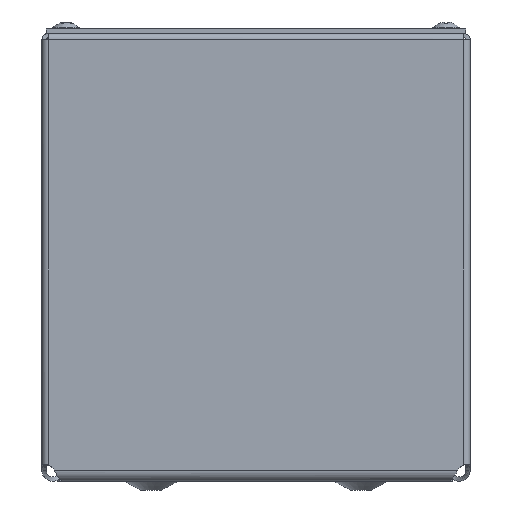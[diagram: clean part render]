
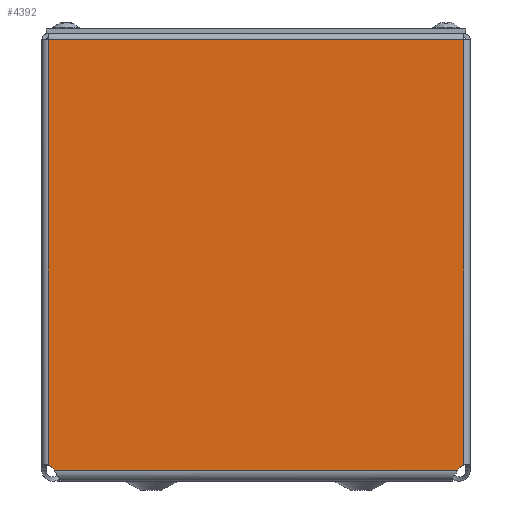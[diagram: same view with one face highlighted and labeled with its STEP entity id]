
A CAD part, front view. The second image highlights one B-rep face of the part: STEP entity #4392.
In plain terms, the highlighted face is planar.
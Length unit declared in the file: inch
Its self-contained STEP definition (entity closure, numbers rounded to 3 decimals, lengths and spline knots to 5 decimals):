
#256=LINE($,#6607,#591);
#259=LINE($,#6614,#594);
#347=LINE($,#7487,#682);
#372=LINE($,#7551,#707);
#373=LINE($,#7554,#708);
#374=LINE($,#7555,#709);
#591=VECTOR($,#5242,0.05293);
#594=VECTOR($,#5247,0.05293);
#682=VECTOR($,#5395,6.08178);
#707=VECTOR($,#5460,5.7707);
#708=VECTOR($,#5463,5.9385);
#709=VECTOR($,#5464,6.08178);
#905=PLANE($,#4733);
#1273=FACE_OUTER_BOUND($,#1604,.T.);
#1604=EDGE_LOOP($,(#3352,#3353,#3354,#3355,#3356,#3357,#3358,#3359));
#1831=CIRCLE($,#4693,0.11);
#1838=CIRCLE($,#4708,0.11);
#2006=VERTEX_POINT($,#6604);
#2007=VERTEX_POINT($,#6606);
#2008=VERTEX_POINT($,#6610);
#2010=VERTEX_POINT($,#6613);
#2013=VERTEX_POINT($,#6640);
#2090=VERTEX_POINT($,#7385);
#2109=VERTEX_POINT($,#7485);
#2125=VERTEX_POINT($,#7553);
#2398=EDGE_CURVE($,#2007,#2006,#256,.T.);
#2401=EDGE_CURVE($,#2010,#2008,#259,.T.);
#2505=EDGE_CURVE($,#2006,#2090,#1831,.T.);
#2527=EDGE_CURVE($,#2013,#2010,#1838,.T.);
#2538=EDGE_CURVE($,#2090,#2109,#347,.T.);
#2570=EDGE_CURVE($,#2008,#2007,#372,.T.);
#2571=EDGE_CURVE($,#2109,#2125,#373,.T.);
#2572=EDGE_CURVE($,#2125,#2013,#374,.T.);
#3352=ORIENTED_EDGE($,*,*,#2398,.T.);
#3353=ORIENTED_EDGE($,*,*,#2505,.T.);
#3354=ORIENTED_EDGE($,*,*,#2538,.T.);
#3355=ORIENTED_EDGE($,*,*,#2571,.T.);
#3356=ORIENTED_EDGE($,*,*,#2572,.T.);
#3357=ORIENTED_EDGE($,*,*,#2527,.T.);
#3358=ORIENTED_EDGE($,*,*,#2401,.T.);
#3359=ORIENTED_EDGE($,*,*,#2570,.T.);
#4392=ADVANCED_FACE($,(#1273),#905,.F.);
#4693=AXIS2_PLACEMENT_3D($,#7405,#5333,#5334);
#4708=AXIS2_PLACEMENT_3D($,#7445,#5378,#5379);
#4733=AXIS2_PLACEMENT_3D($,#7552,#5461,#5462);
#5242=DIRECTION($,(0.,-0.767,0.642));
#5247=DIRECTION($,(0.,0.767,0.642));
#5333=DIRECTION('center_axis',(-1.,0.,0.));
#5334=DIRECTION('ref_axis',(0.,-0.642,0.767));
#5378=DIRECTION('center_axis',(-1.,0.,0.));
#5379=DIRECTION('ref_axis',(0.,0.642,-0.767));
#5395=DIRECTION($,(0.,-1.,0.));
#5460=DIRECTION($,(0.,0.,1.));
#5461=DIRECTION('center_axis',(-1.,0.,0.));
#5462=DIRECTION('ref_axis',(0.,0.,
1.));
#5463=DIRECTION($,(0.,0.,-1.));
#5464=DIRECTION($,(0.,1.,0.));
#6604=CARTESIAN_POINT('',(5.0625,3.05315,-14.04025));
#6606=CARTESIAN_POINT('',(5.0625,3.09375,-14.07422));
#6607=CARTESIAN_POINT($,(5.0625,4.60116,-15.33571));
#6610=CARTESIAN_POINT('',(5.0625,3.09375,-19.84492));
#6613=CARTESIAN_POINT('',(5.0625,3.05315,-19.87889));
#6614=CARTESIAN_POINT($,(5.0625,1.66218,-21.04293));
#6640=CARTESIAN_POINT('',(5.0625,3.01928,-19.92882));
#7385=CARTESIAN_POINT('',(5.0625,3.01928,-13.99032));
#7405=CARTESIAN_POINT('Origin',(5.0625,3.12375,-13.95589));
#7445=CARTESIAN_POINT('Origin',(5.0625,3.12375,-19.96325));
#7485=CARTESIAN_POINT('',(5.0625,-3.0625,-13.99032));
#7487=CARTESIAN_POINT($,(5.0625,1.54688,-13.99032));
#7551=CARTESIAN_POINT($,(5.0625,3.09375,-20.02207));
#7552=CARTESIAN_POINT('Origin',(5.0625,0.,
-23.97913));
#7553=CARTESIAN_POINT('',(5.0625,-3.0625,-19.92882));
#7554=CARTESIAN_POINT($,(5.0625,-3.0625,-15.47495));
#7555=CARTESIAN_POINT($,(5.0625,-1.54688,-19.92882));
